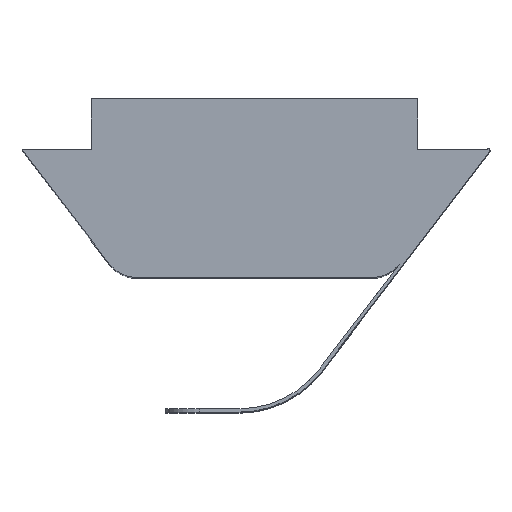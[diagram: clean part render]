
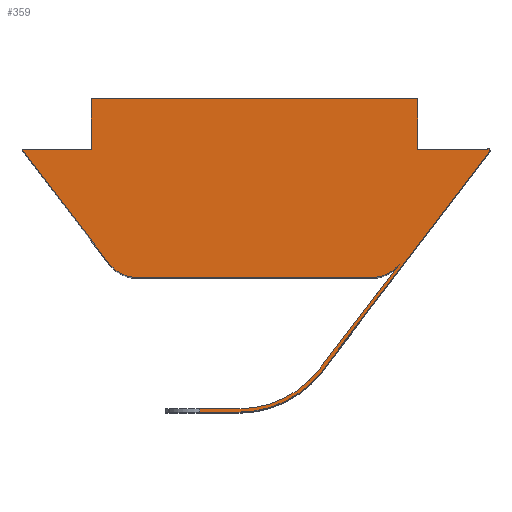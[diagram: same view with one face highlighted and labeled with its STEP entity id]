
A CAD part, top view. The second image highlights one B-rep face of the part: STEP entity #359.
In plain terms, the highlighted planar face has unit normal (0, 0, 1).
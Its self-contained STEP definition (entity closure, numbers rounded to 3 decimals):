
#8 = LINE ( 'NONE', #641, #18 ) ;
#18 = VECTOR ( 'NONE', #1191, 1000. ) ;
#28 = LINE ( 'NONE', #922, #775 ) ;
#34 = CARTESIAN_POINT ( 'NONE',  ( -4.3, 0.393, 10. ) ) ;
#38 = LINE ( 'NONE', #1338, #232 ) ;
#43 = VECTOR ( 'NONE', #1008, 1000. ) ;
#44 = CARTESIAN_POINT ( 'NONE',  ( 6.9, 3.8, 10. ) ) ;
#52 = CARTESIAN_POINT ( 'NONE',  ( -0.461, -4., 10. ) ) ;
#76 = EDGE_CURVE ( 'NONE', #1340, #1042, #8, .T. ) ;
#77 = VERTEX_POINT ( 'NONE', #1076 ) ;
#79 = VECTOR ( 'NONE', #399, 1000. ) ;
#83 = CARTESIAN_POINT ( 'NONE',  ( 6.979, 3.739, 10. ) ) ;
#100 = CARTESIAN_POINT ( 'NONE',  ( 3.505, 0., 10. ) ) ;
#123 = CARTESIAN_POINT ( 'NONE',  ( -1.63, -4., 10. ) ) ;
#128 = ORIENTED_EDGE ( 'NONE', *, *, #960, .T. ) ;
#129 = CARTESIAN_POINT ( 'NONE',  ( -0.461, -3.9, 10. ) ) ;
#136 = ORIENTED_EDGE ( 'NONE', *, *, #76, .T. ) ;
#151 = CARTESIAN_POINT ( 'NONE',  ( 4.3, 0.393, 10. ) ) ;
#157 = VECTOR ( 'NONE', #1017, 1000. ) ;
#189 = DIRECTION ( 'NONE',  ( 1., 0., 0. ) ) ;
#203 = CARTESIAN_POINT ( 'NONE',  ( -4.85, 5.3, 10. ) ) ;
#222 = AXIS2_PLACEMENT_3D ( 'NONE', #397, #827, #189 ) ;
#232 = VECTOR ( 'NONE', #476, 1000. ) ;
#249 = CARTESIAN_POINT ( 'NONE',  ( -4.3, 0.393, 10. ) ) ;
#269 = CARTESIAN_POINT ( 'NONE',  ( 6.979, 3.739, 10. ) ) ;
#275 = ORIENTED_EDGE ( 'NONE', *, *, #840, .T. ) ;
#276 = DIRECTION ( 'NONE',  ( 0., -1., 0. ) ) ;
#282 = DIRECTION ( 'NONE',  ( 1., 0., 0. ) ) ;
#288 = LINE ( 'NONE', #816, #348 ) ;
#289 = VERTEX_POINT ( 'NONE', #342 ) ;
#302 = VERTEX_POINT ( 'NONE', #123 ) ;
#315 = CARTESIAN_POINT ( 'NONE',  ( 6.94, 3.77, 10. ) ) ;
#320 = VECTOR ( 'NONE', #276, 1000. ) ;
#323 = AXIS2_PLACEMENT_3D ( 'NONE', #668, #1183, #1087 ) ;
#331 = DIRECTION ( 'NONE',  ( 0., 0., 1. ) ) ;
#333 = LINE ( 'NONE', #100, #417 ) ;
#342 = CARTESIAN_POINT ( 'NONE',  ( 4.85, 5.3, 10. ) ) ;
#348 = VECTOR ( 'NONE', #1254, 1000. ) ;
#352 = LINE ( 'NONE', #1061, #43 ) ;
#359 = ADVANCED_FACE ( 'NONE', ( #990 ), #781, .T. ) ;
#365 = CARTESIAN_POINT ( 'NONE',  ( 4.85, 3.8, 10. ) ) ;
#369 = EDGE_CURVE ( 'NONE', #448, #1276, #1317, .T. ) ;
#370 = LINE ( 'NONE', #52, #1179 ) ;
#371 = VERTEX_POINT ( 'NONE', #129 ) ;
#372 = DIRECTION ( 'NONE',  ( 0., 0., 1. ) ) ;
#386 = CARTESIAN_POINT ( 'NONE',  ( 3.505, 0., 10. ) ) ;
#393 = EDGE_CURVE ( 'NONE', #643, #302, #1239, .T. ) ;
#394 = ORIENTED_EDGE ( 'NONE', *, *, #369, .T. ) ;
#397 = CARTESIAN_POINT ( 'NONE',  ( -0.461, -0.9, 10. ) ) ;
#399 = DIRECTION ( 'NONE',  ( 0.607, 0.795, 0. ) ) ;
#411 = CARTESIAN_POINT ( 'NONE',  ( 2.004, -2.781, 10. ) ) ;
#417 = VECTOR ( 'NONE', #957, 1000. ) ;
#424 = CARTESIAN_POINT ( 'NONE',  ( -0.461, -0.9, 10. ) ) ;
#444 = ORIENTED_EDGE ( 'NONE', *, *, #1371, .T. ) ;
#448 = VERTEX_POINT ( 'NONE', #1003 ) ;
#461 = CARTESIAN_POINT ( 'NONE',  ( -3.505, 1., 10. ) ) ;
#465 = VERTEX_POINT ( 'NONE', #269 ) ;
#476 = DIRECTION ( 'NONE',  ( -1., 0., 0. ) ) ;
#478 = CARTESIAN_POINT ( 'NONE',  ( -1.63, -4., 10. ) ) ;
#482 = DIRECTION ( 'NONE',  ( 1., 0., 0. ) ) ;
#485 = AXIS2_PLACEMENT_3D ( 'NONE', #461, #1001, #674 ) ;
#506 = ORIENTED_EDGE ( 'NONE', *, *, #393, .T. ) ;
#510 = VECTOR ( 'NONE', #578, 1000. ) ;
#515 = ORIENTED_EDGE ( 'NONE', *, *, #1233, .T. ) ;
#525 = EDGE_CURVE ( 'NONE', #1042, #933, #1122, .T. ) ;
#535 = DIRECTION ( 'NONE',  ( 0., 0., -1. ) ) ;
#560 = ORIENTED_EDGE ( 'NONE', *, *, #943, .T. ) ;
#578 = DIRECTION ( 'NONE',  ( 0., 1., 0. ) ) ;
#590 = EDGE_CURVE ( 'NONE', #952, #77, #927, .T. ) ;
#604 = DIRECTION ( 'NONE',  ( 0., 0., 1. ) ) ;
#611 = VERTEX_POINT ( 'NONE', #411 ) ;
#614 = VERTEX_POINT ( 'NONE', #203 ) ;
#625 = LINE ( 'NONE', #83, #79 ) ;
#630 = AXIS2_PLACEMENT_3D ( 'NONE', #1328, #372, #282 ) ;
#641 = CARTESIAN_POINT ( 'NONE',  ( -6.9, 3.8, 10. ) ) ;
#643 = VERTEX_POINT ( 'NONE', #1364 ) ;
#650 = ORIENTED_EDGE ( 'NONE', *, *, #590, .T. ) ;
#668 = CARTESIAN_POINT ( 'NONE',  ( 6.94, 3.77, 10. ) ) ;
#674 = DIRECTION ( 'NONE',  ( -1., 0., 0. ) ) ;
#680 = ORIENTED_EDGE ( 'NONE', *, *, #1165, .T. ) ;
#684 = CIRCLE ( 'NONE', #485, 1. ) ;
#701 = CIRCLE ( 'NONE', #630, 1. ) ;
#711 = AXIS2_PLACEMENT_3D ( 'NONE', #315, #604, #937 ) ;
#739 = AXIS2_PLACEMENT_3D ( 'NONE', #879, #331, #752 ) ;
#752 = DIRECTION ( 'NONE',  ( 1., 0., 0. ) ) ;
#775 = VECTOR ( 'NONE', #1359, 1000. ) ;
#781 = PLANE ( 'NONE',  #739 ) ;
#784 = ORIENTED_EDGE ( 'NONE', *, *, #1018, .T. ) ;
#816 = CARTESIAN_POINT ( 'NONE',  ( -4.85, 3.8, 10. ) ) ;
#827 = DIRECTION ( 'NONE',  ( 0., 0., 1. ) ) ;
#840 = EDGE_CURVE ( 'NONE', #1276, #903, #352, .T. ) ;
#861 = EDGE_CURVE ( 'NONE', #371, #643, #38, .T. ) ;
#879 = CARTESIAN_POINT ( 'NONE',  ( 3.505, 1., 10. ) ) ;
#886 = EDGE_CURVE ( 'NONE', #930, #952, #701, .T. ) ;
#903 = VERTEX_POINT ( 'NONE', #1120 ) ;
#922 = CARTESIAN_POINT ( 'NONE',  ( -4.85, 5.3, 10. ) ) ;
#926 = ORIENTED_EDGE ( 'NONE', *, *, #886, .T. ) ;
#927 = LINE ( 'NONE', #1259, #1092 ) ;
#929 = CARTESIAN_POINT ( 'NONE',  ( -3.505, 0., 10. ) ) ;
#930 = VERTEX_POINT ( 'NONE', #386 ) ;
#933 = VERTEX_POINT ( 'NONE', #249 ) ;
#934 = DIRECTION ( 'NONE',  ( -0.607, -0.795, 0. ) ) ;
#937 = DIRECTION ( 'NONE',  ( -1., 0., 0. ) ) ;
#943 = EDGE_CURVE ( 'NONE', #933, #1354, #684, .T. ) ;
#952 = VERTEX_POINT ( 'NONE', #151 ) ;
#957 = DIRECTION ( 'NONE',  ( 1., 0., 0. ) ) ;
#960 = EDGE_CURVE ( 'NONE', #903, #289, #1320, .T. ) ;
#965 = EDGE_CURVE ( 'NONE', #614, #1340, #288, .T. ) ;
#977 = CIRCLE ( 'NONE', #222, 3.1 ) ;
#990 = FACE_OUTER_BOUND ( 'NONE', #1329, .T. ) ;
#1001 = DIRECTION ( 'NONE',  ( 0., 0., 1. ) ) ;
#1003 = CARTESIAN_POINT ( 'NONE',  ( 6.99, 3.77, 10. ) ) ;
#1008 = DIRECTION ( 'NONE',  ( -1., 0., 0. ) ) ;
#1009 = EDGE_CURVE ( 'NONE', #465, #448, #1060, .T. ) ;
#1017 = DIRECTION ( 'NONE',  ( 0.607, -0.795, 0. ) ) ;
#1018 = EDGE_CURVE ( 'NONE', #611, #465, #625, .T. ) ;
#1042 = VERTEX_POINT ( 'NONE', #1269 ) ;
#1060 = CIRCLE ( 'NONE', #711, 0.05 ) ;
#1061 = CARTESIAN_POINT ( 'NONE',  ( 6.9, 3.8, 10. ) ) ;
#1076 = CARTESIAN_POINT ( 'NONE',  ( 1.924, -2.72, 10. ) ) ;
#1087 = DIRECTION ( 'NONE',  ( -1., 0., 0. ) ) ;
#1092 = VECTOR ( 'NONE', #934, 1000. ) ;
#1118 = ORIENTED_EDGE ( 'NONE', *, *, #1353, .T. ) ;
#1120 = CARTESIAN_POINT ( 'NONE',  ( 4.85, 3.8, 10. ) ) ;
#1122 = LINE ( 'NONE', #34, #157 ) ;
#1129 = EDGE_CURVE ( 'NONE', #1354, #930, #333, .T. ) ;
#1138 = ORIENTED_EDGE ( 'NONE', *, *, #1129, .T. ) ;
#1165 = EDGE_CURVE ( 'NONE', #77, #371, #1267, .T. ) ;
#1179 = VECTOR ( 'NONE', #482, 1000. ) ;
#1183 = DIRECTION ( 'NONE',  ( 0., 0., 1. ) ) ;
#1191 = DIRECTION ( 'NONE',  ( -1., 0., 0. ) ) ;
#1206 = ORIENTED_EDGE ( 'NONE', *, *, #525, .T. ) ;
#1228 = ORIENTED_EDGE ( 'NONE', *, *, #965, .T. ) ;
#1233 = EDGE_CURVE ( 'NONE', #302, #1238, #370, .T. ) ;
#1238 = VERTEX_POINT ( 'NONE', #1310 ) ;
#1239 = LINE ( 'NONE', #478, #320 ) ;
#1254 = DIRECTION ( 'NONE',  ( 0., -1., 0. ) ) ;
#1259 = CARTESIAN_POINT ( 'NONE',  ( 6.9, 3.8, 10. ) ) ;
#1267 = CIRCLE ( 'NONE', #1331, 3. ) ;
#1269 = CARTESIAN_POINT ( 'NONE',  ( -6.9, 3.8, 10. ) ) ;
#1276 = VERTEX_POINT ( 'NONE', #44 ) ;
#1294 = DIRECTION ( 'NONE',  ( 1., 0., 0. ) ) ;
#1306 = ORIENTED_EDGE ( 'NONE', *, *, #861, .T. ) ;
#1310 = CARTESIAN_POINT ( 'NONE',  ( -0.461, -4., 10. ) ) ;
#1317 = CIRCLE ( 'NONE', #323, 0.05 ) ;
#1318 = CARTESIAN_POINT ( 'NONE',  ( -4.85, 3.8, 10. ) ) ;
#1320 = LINE ( 'NONE', #365, #510 ) ;
#1328 = CARTESIAN_POINT ( 'NONE',  ( 3.505, 1., 10. ) ) ;
#1329 = EDGE_LOOP ( 'NONE', ( #1306, #506, #515, #444, #784, #1361, #394, #275, #128, #1118, #1228, #136, #1206, #560, #1138, #926, #650, #680 ) ) ;
#1331 = AXIS2_PLACEMENT_3D ( 'NONE', #424, #535, #1294 ) ;
#1338 = CARTESIAN_POINT ( 'NONE',  ( -0.461, -3.9, 10. ) ) ;
#1340 = VERTEX_POINT ( 'NONE', #1318 ) ;
#1353 = EDGE_CURVE ( 'NONE', #289, #614, #28, .T. ) ;
#1354 = VERTEX_POINT ( 'NONE', #929 ) ;
#1359 = DIRECTION ( 'NONE',  ( -1., 0., 0. ) ) ;
#1361 = ORIENTED_EDGE ( 'NONE', *, *, #1009, .T. ) ;
#1364 = CARTESIAN_POINT ( 'NONE',  ( -1.63, -3.9, 10. ) ) ;
#1371 = EDGE_CURVE ( 'NONE', #1238, #611, #977, .T. ) ;
